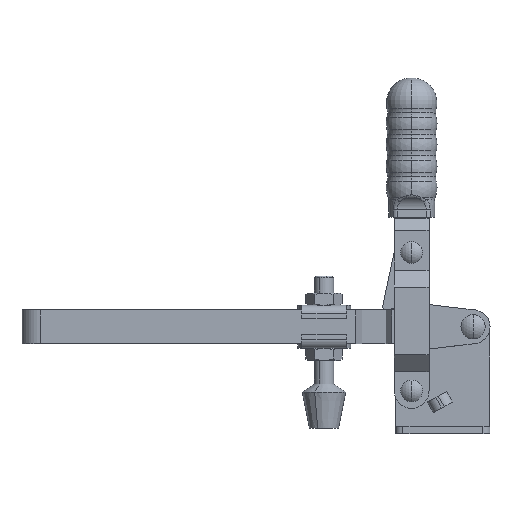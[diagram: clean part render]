
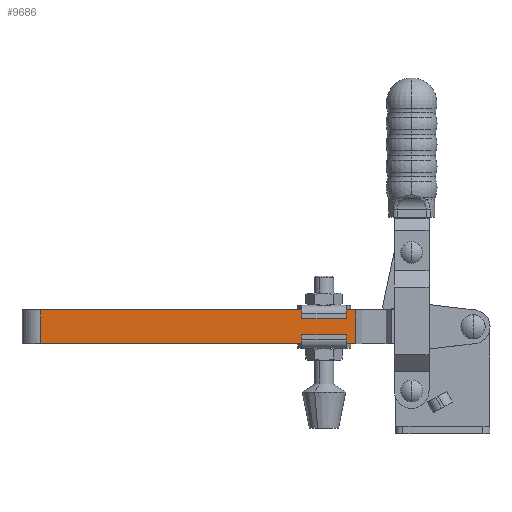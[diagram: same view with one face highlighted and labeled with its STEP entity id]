
A CAD part, top view. The second image highlights one B-rep face of the part: STEP entity #9686.
In plain terms, the highlighted planar face has unit normal (0, 0, 1).
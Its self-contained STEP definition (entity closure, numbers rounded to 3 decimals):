
#142 = EDGE_CURVE ( 'NONE', #10567, #7617, #3067, .T. ) ;
#362 = CARTESIAN_POINT ( 'NONE',  ( -55.5, 34.45, 7.6 ) ) ;
#371 = CARTESIAN_POINT ( 'NONE',  ( -185.8, 34.45, 7.6 ) ) ;
#549 = VECTOR ( 'NONE', #8929, 1000. ) ;
#2572 = CARTESIAN_POINT ( 'NONE',  ( -185.8, 37.2, 7.6 ) ) ;
#2954 = DIRECTION ( 'NONE',  ( 1., 0., 0. ) ) ;
#3002 = CARTESIAN_POINT ( 'NONE',  ( -55.5, 37.2, 7.6 ) ) ;
#3067 = LINE ( 'NONE', #371, #549 ) ;
#3166 = DIRECTION ( 'NONE',  ( 0., 1., 0. ) ) ;
#3311 = CARTESIAN_POINT ( 'NONE',  ( -193.5, 51.2, 7.6 ) ) ;
#3529 = EDGE_CURVE ( 'NONE', #4974, #7617, #8279, .T. ) ;
#3657 = LINE ( 'NONE', #4563, #6175 ) ;
#3946 = AXIS2_PLACEMENT_3D ( 'NONE', #11473, #8615, #2954 ) ;
#4556 = VERTEX_POINT ( 'NONE', #3002 ) ;
#4563 = CARTESIAN_POINT ( 'NONE',  ( -193.5, 37.2, 7.6 ) ) ;
#4749 = EDGE_LOOP ( 'NONE', ( #5284, #12167, #11883, #12164 ) ) ;
#4974 = VERTEX_POINT ( 'NONE', #9554 ) ;
#5202 = DIRECTION ( 'NONE',  ( -1., 0., 0. ) ) ;
#5284 = ORIENTED_EDGE ( 'NONE', *, *, #142, .F. ) ;
#5718 = VECTOR ( 'NONE', #5202, 1000. ) ;
#6175 = VECTOR ( 'NONE', #10272, 1000. ) ;
#7617 = VERTEX_POINT ( 'NONE', #10574 ) ;
#7742 = EDGE_CURVE ( 'NONE', #4556, #4974, #12055, .T. ) ;
#7879 = FACE_OUTER_BOUND ( 'NONE', #4749, .T. ) ;
#8279 = LINE ( 'NONE', #3311, #5718 ) ;
#8599 = VECTOR ( 'NONE', #3166, 1000. ) ;
#8615 = DIRECTION ( 'NONE',  ( 0., 0., 1. ) ) ;
#8929 = DIRECTION ( 'NONE',  ( 0., 1., 0. ) ) ;
#9554 = CARTESIAN_POINT ( 'NONE',  ( -55.5, 51.2, 7.6 ) ) ;
#9686 = ADVANCED_FACE ( 'NONE', ( #7879 ), #10476, .T. ) ;
#10272 = DIRECTION ( 'NONE',  ( 1., 0., 0. ) ) ;
#10476 = PLANE ( 'NONE',  #3946 ) ;
#10567 = VERTEX_POINT ( 'NONE', #2572 ) ;
#10574 = CARTESIAN_POINT ( 'NONE',  ( -185.8, 51.2, 7.6 ) ) ;
#11190 = EDGE_CURVE ( 'NONE', #10567, #4556, #3657, .T. ) ;
#11473 = CARTESIAN_POINT ( 'NONE',  ( -185.8, 34.45, 7.6 ) ) ;
#11883 = ORIENTED_EDGE ( 'NONE', *, *, #7742, .T. ) ;
#12055 = LINE ( 'NONE', #362, #8599 ) ;
#12164 = ORIENTED_EDGE ( 'NONE', *, *, #3529, .T. ) ;
#12167 = ORIENTED_EDGE ( 'NONE', *, *, #11190, .T. ) ;
